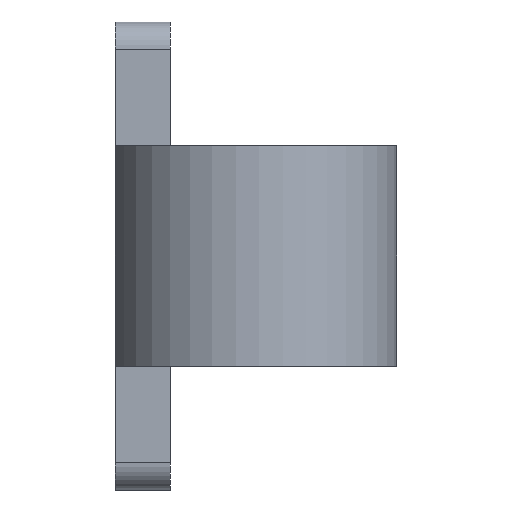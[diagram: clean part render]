
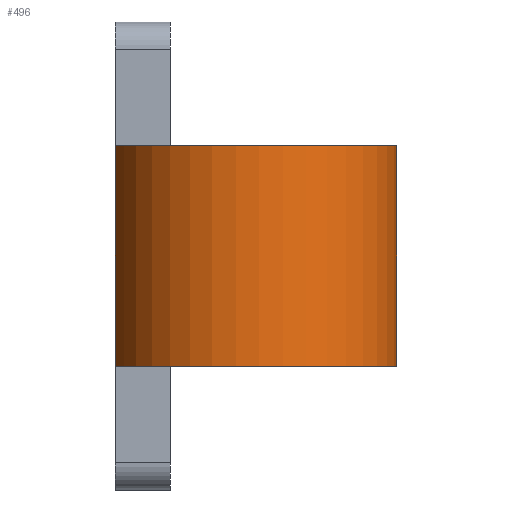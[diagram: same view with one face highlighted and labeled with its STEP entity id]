
A CAD part, left-side view. The second image highlights one B-rep face of the part: STEP entity #496.
In plain terms, the highlighted cylindrical face has radius 5.22 mm (diameter 10.44 mm), a partial arc.
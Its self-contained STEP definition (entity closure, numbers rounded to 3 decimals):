
#147=CARTESIAN_POINT('',(-28.0,2.0,4.5));
#148=VERTEX_POINT('',#147);
#155=CARTESIAN_POINT('',(-28.0,2.0,12.5));
#156=VERTEX_POINT('',#155);
#157=CARTESIAN_POINT('',(-28.,2.0,4.5));
#158=DIRECTION('',(0.0,0.0,1.0));
#159=VECTOR('',#158,8.0);
#160=LINE('',#157,#159);
#161=EDGE_CURVE('',#148,#156,#160,.T.);
#378=CARTESIAN_POINT('',(-26.69,-8.217,4.5));
#379=VERTEX_POINT('',#378);
#397=CARTESIAN_POINT('',(-26.69,-8.217,12.5));
#398=VERTEX_POINT('',#397);
#406=CARTESIAN_POINT('',(-26.69,-8.217,12.5));
#407=DIRECTION('',(0.0,0.0,-1.0));
#408=VECTOR('',#407,8.0);
#409=LINE('',#406,#408);
#410=EDGE_CURVE('',#398,#379,#409,.T.);
#421=CARTESIAN_POINT('',(-26.5,-3.0,4.5));
#422=DIRECTION('',(0.,0.,-1.0));
#423=DIRECTION('',(-0.287,0.958,0.));
#424=AXIS2_PLACEMENT_3D('',#421,#422,#423);
#425=CIRCLE('',#424,5.22);
#426=EDGE_CURVE('',#379,#148,#425,.T.);
#479=CARTESIAN_POINT('',(-26.5,-3.0,12.5));
#480=DIRECTION('',(0.0,0.0,-1.0));
#481=DIRECTION('',(-0.287,0.958,0.0));
#482=AXIS2_PLACEMENT_3D('',#479,#480,#481);
#483=CYLINDRICAL_SURFACE('',#482,5.22);
#484=ORIENTED_EDGE('',*,*,#410,.F.);
#485=CARTESIAN_POINT('',(-26.5,-3.0,12.5));
#486=DIRECTION('',(0.,0.,1.0));
#487=DIRECTION('',(-0.287,0.958,0.));
#488=AXIS2_PLACEMENT_3D('',#485,#486,#487);
#489=CIRCLE('',#488,5.22);
#490=EDGE_CURVE('',#156,#398,#489,.T.);
#491=ORIENTED_EDGE('',*,*,#490,.F.);
#492=ORIENTED_EDGE('',*,*,#161,.F.);
#493=ORIENTED_EDGE('',*,*,#426,.F.);
#494=EDGE_LOOP('',(#484,#491,#492,#493));
#495=FACE_OUTER_BOUND('',#494,.T.);
#496=ADVANCED_FACE('',(#495),#483,.T.);
